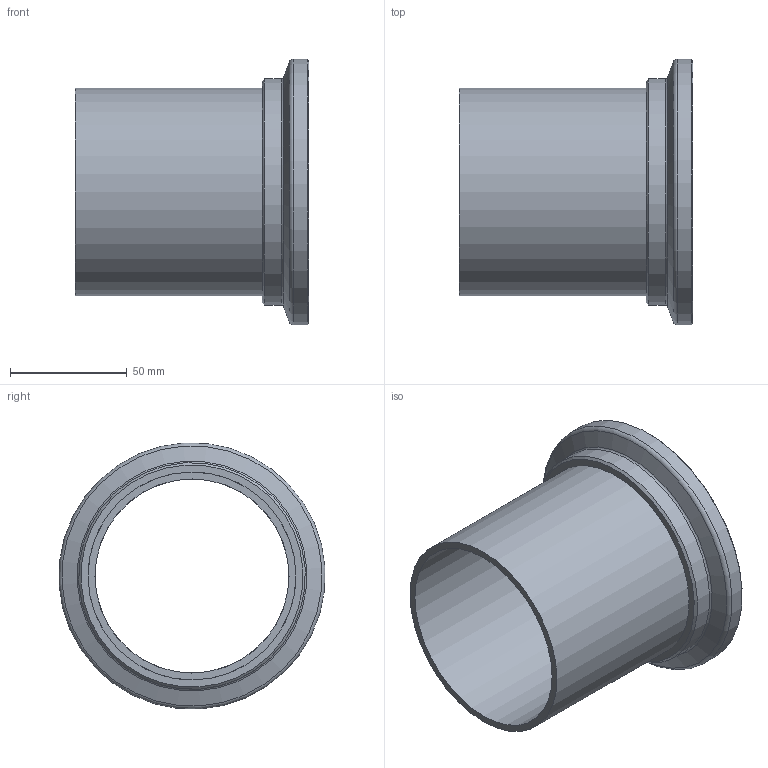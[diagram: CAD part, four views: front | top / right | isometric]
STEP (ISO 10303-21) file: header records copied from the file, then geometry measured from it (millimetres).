
FILE_DESCRIPTION(/* description */ (''),/* implementation_level */ '2;1');
FILE_NAME(/* name */ '33.080003.222.308',/* time_stamp */ '2019-06-19T10:43:30+02:00',/* author */ ('Murat Coskun Bicak'),/* organization */ ('Evac AG'),/* preprocessor_version */ 'ST-DEVELOPER v16.7',/* originating_system */ 'DEX',/* authorisation */ $);
FILE_SCHEMA (('AUTOMOTIVE_DESIGN {1 0 10303 214 3 1 1}'));
Length unit declared in the file: millimetre
Products named in the file (3): 33.080003.222.308; 33.080003.222.308-Rohr; 32.080003.210.308
Assembly tree (2 placements, depth 2):
  33.080003.222.308
    33.080003.222.308-Rohr
    32.080003.210.308
Bounding box: 100 x 113.77 x 113.77 mm (x, y, z)
Volume: 129655.5 mm3; surface area: 67562.4 mm2
Topology: 2 solids, 2 shells, 18 faces, 31 edges, 18 vertices
Faces by surface type: cylinder 6, plane 5, cone 4, torus 3
Full cylindrical faces by diameter (mm): 83 x2, 88.9 x2, 97 x1, 114 x1
Entity records: 448 total; most frequent: DIRECTION 78, CARTESIAN_POINT 57, AXIS2_PLACEMENT_3D 39, ORIENTED_EDGE 36, EDGE_LOOP 36, FACE_BOUND 36, EDGE_CURVE 18, VERTEX_POINT 18
